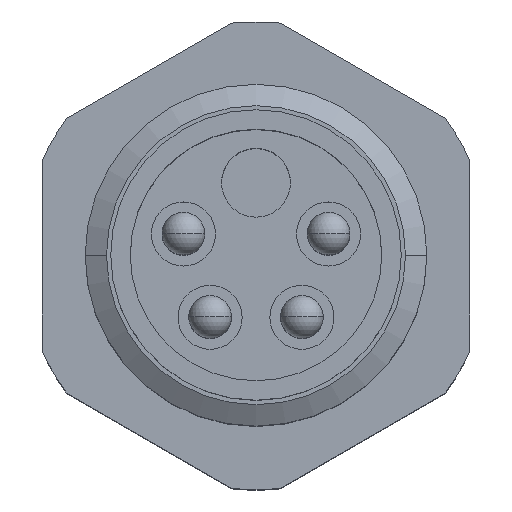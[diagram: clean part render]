
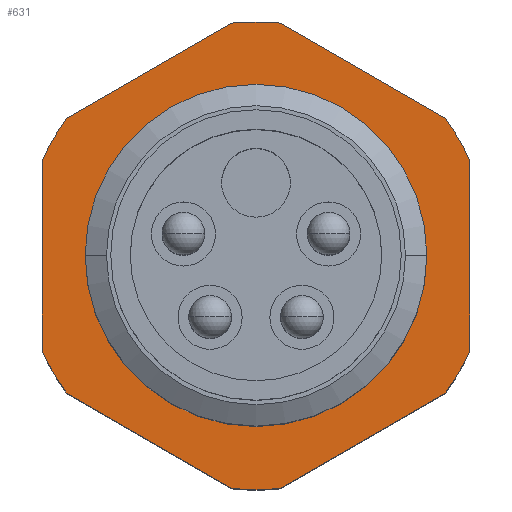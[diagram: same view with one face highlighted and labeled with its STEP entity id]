
A CAD part, top view. The second image highlights one B-rep face of the part: STEP entity #631.
In plain terms, the highlighted planar face has unit normal (0, 0, 1).
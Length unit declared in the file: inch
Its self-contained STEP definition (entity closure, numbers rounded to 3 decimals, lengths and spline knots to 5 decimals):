
#1 = EDGE_CURVE ( 'NONE', #2414, #1294, #730, .T. ) ;
#4 = ORIENTED_EDGE ( 'NONE', *, *, #2052, .T. ) ;
#6 = DIRECTION ( 'NONE',  ( 0., 1., 0. ) ) ;
#45 = EDGE_CURVE ( 'NONE', #587, #2815, #2604, .T. ) ;
#57 = VECTOR ( 'NONE', #2211, 39.37008 ) ;
#75 = CARTESIAN_POINT ( 'NONE',  ( 0., 0., 0.45276 ) ) ;
#103 = DIRECTION ( 'NONE',  ( 0., 0., 1. ) ) ;
#108 = AXIS2_PLACEMENT_3D ( 'NONE', #392, #1393, #899 ) ;
#140 = VECTOR ( 'NONE', #1115, 39.37008 ) ;
#173 = LINE ( 'NONE', #2424, #57 ) ;
#205 = EDGE_LOOP ( 'NONE', ( #264, #1323, #2141, #2935, #3049, #3025, #475, #1806, #1525, #4, #1346, #1591 ) ) ;
#264 = ORIENTED_EDGE ( 'NONE', *, *, #2956, .T. ) ;
#291 = DIRECTION ( 'NONE',  ( -0.866, -0.5, 0. ) ) ;
#297 = CARTESIAN_POINT ( 'NONE',  ( 0., 0., 0.45276 ) ) ;
#299 = ORIENTED_EDGE ( 'NONE', *, *, #1223, .F. ) ;
#327 = DIRECTION ( 'NONE',  ( 1., 0., 0. ) ) ;
#330 = DIRECTION ( 'NONE',  ( -1., 0., 0. ) ) ;
#364 = DIRECTION ( 'NONE',  ( 1., 0., 0. ) ) ;
#380 = EDGE_CURVE ( 'NONE', #1294, #1076, #173, .T. ) ;
#392 = CARTESIAN_POINT ( 'NONE',  ( 0., 0., 0.45276 ) ) ;
#400 = EDGE_CURVE ( 'NONE', #2987, #1130, #784, .T. ) ;
#414 = CARTESIAN_POINT ( 'NONE',  ( 0., 0., 0.45276 ) ) ;
#458 = AXIS2_PLACEMENT_3D ( 'NONE', #414, #887, #364 ) ;
#475 = ORIENTED_EDGE ( 'NONE', *, *, #2362, .T. ) ;
#529 = EDGE_CURVE ( 'NONE', #2356, #2859, #2711, .T. ) ;
#561 = DIRECTION ( 'NONE',  ( 0., 0., 1. ) ) ;
#587 = VERTEX_POINT ( 'NONE', #623 ) ;
#608 = VERTEX_POINT ( 'NONE', #2352 ) ;
#623 = CARTESIAN_POINT ( 'NONE',  ( 0.13386, 0., 0.45276 ) ) ;
#631 = ADVANCED_FACE ( 'NONE', ( #2076, #2335 ), #3059, .F. ) ;
#675 = CARTESIAN_POINT ( 'NONE',  ( 0., 0., 0.45276 ) ) ;
#730 = CIRCLE ( 'NONE', #108, 0.21558 ) ;
#755 = VERTEX_POINT ( 'NONE', #2161 ) ;
#784 = CIRCLE ( 'NONE', #1884, 0.21558 ) ;
#870 = EDGE_CURVE ( 'NONE', #2750, #755, #922, .T. ) ;
#879 = LINE ( 'NONE', #1392, #2969 ) ;
#887 = DIRECTION ( 'NONE',  ( 0., 0., 1. ) ) ;
#899 = DIRECTION ( 'NONE',  ( 1., 0., 0. ) ) ;
#922 = CIRCLE ( 'NONE', #458, 0.21558 ) ;
#945 = AXIS2_PLACEMENT_3D ( 'NONE', #2767, #103, #2142 ) ;
#959 = CARTESIAN_POINT ( 'NONE',  ( 0.17454, -0.12653, 0.45276 ) ) ;
#1061 = LINE ( 'NONE', #1827, #2942 ) ;
#1065 = DIRECTION ( 'NONE',  ( 0., 0., 1. ) ) ;
#1076 = VERTEX_POINT ( 'NONE', #2178 ) ;
#1097 = DIRECTION ( 'NONE',  ( 1., 0., 0. ) ) ;
#1115 = DIRECTION ( 'NONE',  ( 0.866, 0.5, 0. ) ) ;
#1117 = AXIS2_PLACEMENT_3D ( 'NONE', #2320, #561, #3078 ) ;
#1130 = VERTEX_POINT ( 'NONE', #3023 ) ;
#1133 = LINE ( 'NONE', #2405, #140 ) ;
#1153 = EDGE_CURVE ( 'NONE', #1483, #2356, #1061, .T. ) ;
#1223 = EDGE_CURVE ( 'NONE', #2815, #587, #1394, .T. ) ;
#1248 = ORIENTED_EDGE ( 'NONE', *, *, #45, .F. ) ;
#1294 = VERTEX_POINT ( 'NONE', #1660 ) ;
#1321 = CARTESIAN_POINT ( 'NONE',  ( -0.19685, 0.08789, 0.45276 ) ) ;
#1323 = ORIENTED_EDGE ( 'NONE', *, *, #870, .T. ) ;
#1346 = ORIENTED_EDGE ( 'NONE', *, *, #1153, .T. ) ;
#1392 = CARTESIAN_POINT ( 'NONE',  ( -0.09843, -0.17048, 0.45276 ) ) ;
#1393 = DIRECTION ( 'NONE',  ( 0., 0., 1. ) ) ;
#1394 = CIRCLE ( 'NONE', #2219, 0.13386 ) ;
#1483 = VERTEX_POINT ( 'NONE', #2928 ) ;
#1521 = EDGE_LOOP ( 'NONE', ( #1248, #299 ) ) ;
#1525 = ORIENTED_EDGE ( 'NONE', *, *, #380, .T. ) ;
#1572 = CARTESIAN_POINT ( 'NONE',  ( 0., 0., 0.45276 ) ) ;
#1583 = DIRECTION ( 'NONE',  ( 1., 0., 0. ) ) ;
#1591 = ORIENTED_EDGE ( 'NONE', *, *, #529, .T. ) ;
#1631 = AXIS2_PLACEMENT_3D ( 'NONE', #2369, #1882, #330 ) ;
#1660 = CARTESIAN_POINT ( 'NONE',  ( 0.17454, 0.12653, 0.45276 ) ) ;
#1682 = DIRECTION ( 'NONE',  ( 0., 0., 1. ) ) ;
#1773 = VECTOR ( 'NONE', #6, 39.37008 ) ;
#1806 = ORIENTED_EDGE ( 'NONE', *, *, #1, .T. ) ;
#1827 = CARTESIAN_POINT ( 'NONE',  ( -0.09843, 0.17048, 0.45276 ) ) ;
#1882 = DIRECTION ( 'NONE',  ( 0., 0., -1. ) ) ;
#1884 = AXIS2_PLACEMENT_3D ( 'NONE', #675, #1682, #2664 ) ;
#1981 = CARTESIAN_POINT ( 'NONE',  ( 0.19685, 0., 0.45276 ) ) ;
#2026 = EDGE_CURVE ( 'NONE', #608, #2970, #3187, .T. ) ;
#2050 = AXIS2_PLACEMENT_3D ( 'NONE', #297, #1065, #1097 ) ;
#2052 = EDGE_CURVE ( 'NONE', #1076, #1483, #3030, .T. ) ;
#2076 = FACE_BOUND ( 'NONE', #1521, .T. ) ;
#2141 = ORIENTED_EDGE ( 'NONE', *, *, #2908, .T. ) ;
#2142 = DIRECTION ( 'NONE',  ( 1., 0., 0. ) ) ;
#2161 = CARTESIAN_POINT ( 'NONE',  ( -0.17454, -0.12653, 0.45276 ) ) ;
#2178 = CARTESIAN_POINT ( 'NONE',  ( 0.02231, 0.21442, 0.45276 ) ) ;
#2193 = EDGE_CURVE ( 'NONE', #2970, #2987, #1133, .T. ) ;
#2211 = DIRECTION ( 'NONE',  ( -0.866, 0.5, 0. ) ) ;
#2219 = AXIS2_PLACEMENT_3D ( 'NONE', #1572, #2555, #327 ) ;
#2257 = LINE ( 'NONE', #1981, #1773 ) ;
#2267 = CARTESIAN_POINT ( 'NONE',  ( -0.13386, 0., 0.45276 ) ) ;
#2320 = CARTESIAN_POINT ( 'NONE',  ( 0., 0., 0.45276 ) ) ;
#2335 = FACE_OUTER_BOUND ( 'NONE', #205, .T. ) ;
#2343 = CARTESIAN_POINT ( 'NONE',  ( -0.19685, 0., 0.45276 ) ) ;
#2352 = CARTESIAN_POINT ( 'NONE',  ( -0.02231, -0.21442, 0.45276 ) ) ;
#2356 = VERTEX_POINT ( 'NONE', #2449 ) ;
#2362 = EDGE_CURVE ( 'NONE', #1130, #2414, #2257, .T. ) ;
#2369 = CARTESIAN_POINT ( 'NONE',  ( 0., 0.21558, 0.45276 ) ) ;
#2405 = CARTESIAN_POINT ( 'NONE',  ( 0.09843, -0.17048, 0.45276 ) ) ;
#2414 = VERTEX_POINT ( 'NONE', #3040 ) ;
#2424 = CARTESIAN_POINT ( 'NONE',  ( 0.09843, 0.17048, 0.45276 ) ) ;
#2449 = CARTESIAN_POINT ( 'NONE',  ( -0.17454, 0.12653, 0.45276 ) ) ;
#2513 = VECTOR ( 'NONE', #3105, 39.37008 ) ;
#2551 = CARTESIAN_POINT ( 'NONE',  ( -0.19685, -0.08789, 0.45276 ) ) ;
#2555 = DIRECTION ( 'NONE',  ( 0., 0., 1. ) ) ;
#2604 = CIRCLE ( 'NONE', #3065, 0.13386 ) ;
#2618 = LINE ( 'NONE', #2343, #2513 ) ;
#2652 = CARTESIAN_POINT ( 'NONE',  ( 0.02231, -0.21442, 0.45276 ) ) ;
#2664 = DIRECTION ( 'NONE',  ( 1., 0., 0. ) ) ;
#2711 = CIRCLE ( 'NONE', #945, 0.21558 ) ;
#2750 = VERTEX_POINT ( 'NONE', #2551 ) ;
#2767 = CARTESIAN_POINT ( 'NONE',  ( 0., 0., 0.45276 ) ) ;
#2815 = VERTEX_POINT ( 'NONE', #2267 ) ;
#2828 = DIRECTION ( 'NONE',  ( 0.866, -0.5, 0. ) ) ;
#2859 = VERTEX_POINT ( 'NONE', #1321 ) ;
#2908 = EDGE_CURVE ( 'NONE', #755, #608, #879, .T. ) ;
#2928 = CARTESIAN_POINT ( 'NONE',  ( -0.02231, 0.21442, 0.45276 ) ) ;
#2935 = ORIENTED_EDGE ( 'NONE', *, *, #2026, .T. ) ;
#2942 = VECTOR ( 'NONE', #291, 39.37008 ) ;
#2956 = EDGE_CURVE ( 'NONE', #2859, #2750, #2618, .T. ) ;
#2969 = VECTOR ( 'NONE', #2828, 39.37008 ) ;
#2970 = VERTEX_POINT ( 'NONE', #2652 ) ;
#2987 = VERTEX_POINT ( 'NONE', #959 ) ;
#3015 = DIRECTION ( 'NONE',  ( 0., 0., 1. ) ) ;
#3023 = CARTESIAN_POINT ( 'NONE',  ( 0.19685, -0.08789, 0.45276 ) ) ;
#3025 = ORIENTED_EDGE ( 'NONE', *, *, #400, .T. ) ;
#3030 = CIRCLE ( 'NONE', #2050, 0.21558 ) ;
#3040 = CARTESIAN_POINT ( 'NONE',  ( 0.19685, 0.08789, 0.45276 ) ) ;
#3049 = ORIENTED_EDGE ( 'NONE', *, *, #2193, .T. ) ;
#3059 = PLANE ( 'NONE',  #1631 ) ;
#3065 = AXIS2_PLACEMENT_3D ( 'NONE', #75, #3015, #1583 ) ;
#3078 = DIRECTION ( 'NONE',  ( 1., 0., 0. ) ) ;
#3105 = DIRECTION ( 'NONE',  ( 0., -1., 0. ) ) ;
#3187 = CIRCLE ( 'NONE', #1117, 0.21558 ) ;
